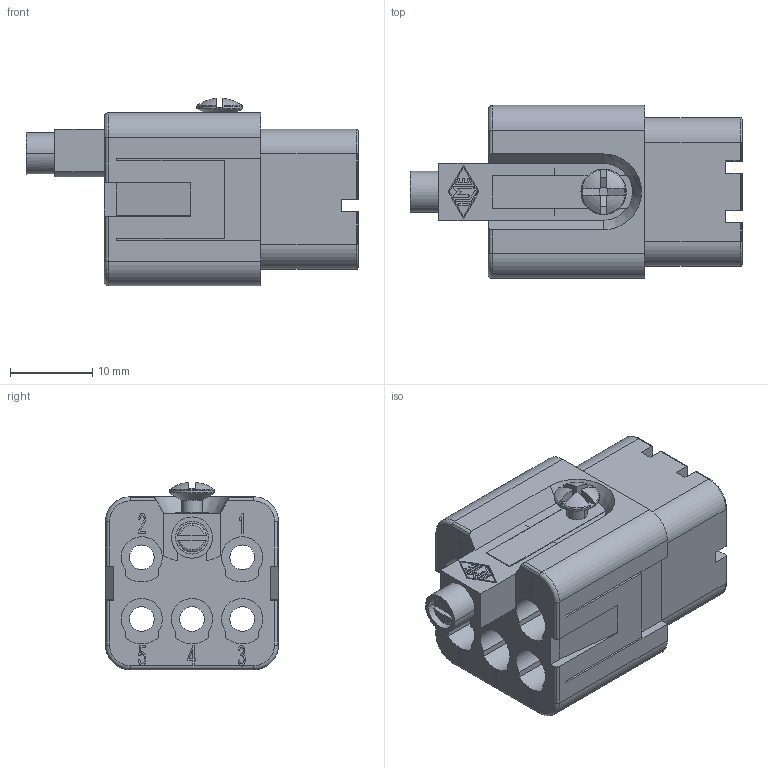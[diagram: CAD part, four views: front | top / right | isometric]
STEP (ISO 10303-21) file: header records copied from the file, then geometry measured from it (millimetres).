
FILE_DESCRIPTION((''),'2;1');
FILE_NAME('CQF 05.stp','2006-12-05T08:04:25',('gembarski'),(''),'Autodesk Inventor 7','Autodesk Inventor 7','');
FILE_SCHEMA(('AUTOMOTIVE_DESIGN { 1 0 10303 214 1 1 1 1 }'));
Length unit declared in the file: millimetre
Products named in the file (1): CQF 05
Bounding box: 40.3 x 21 x 22.76 mm (x, y, z)
Volume: 8266 mm3; surface area: 6392 mm2
Topology: 1 solids, 1 shells, 464 faces, 1267 edges, 830 vertices
Faces by surface type: plane 243, cylinder 108, bspline 88, torus 18, sphere 4, cone 3
Entity records: 15115 total; most frequent: CARTESIAN_POINT 3624, ORIENTED_EDGE 2534, DIRECTION 2152, EDGE_CURVE 1267, VERTEX_POINT 830, VECTOR 828, LINE 828, AXIS2_PLACEMENT_3D 662
